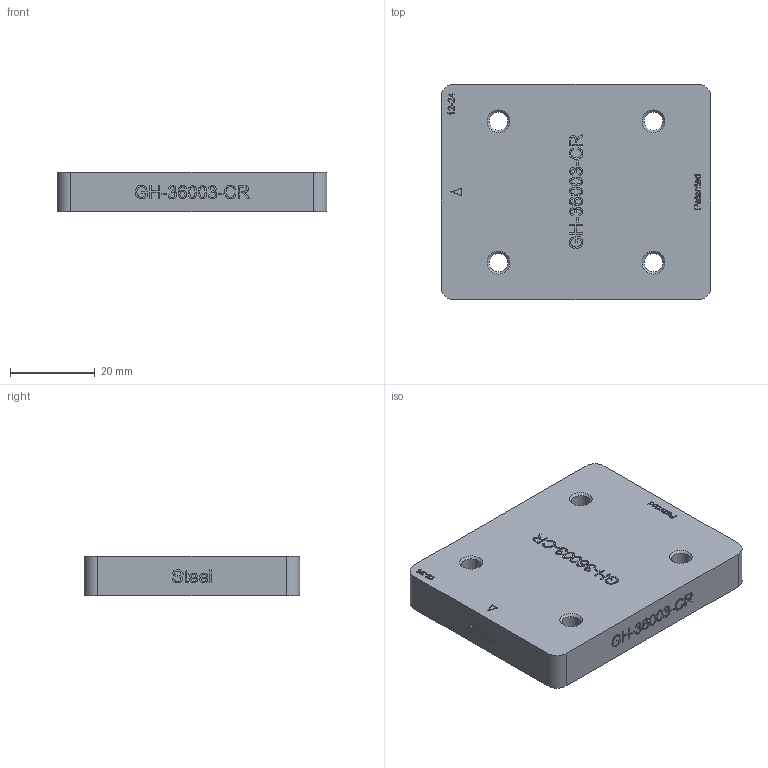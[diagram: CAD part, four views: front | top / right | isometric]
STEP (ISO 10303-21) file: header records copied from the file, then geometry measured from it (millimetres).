
FILE_DESCRIPTION(/* description */ ('.37 x 1.37 x 1.50 lg. (M6 threads)'),/* implementation_level */ '2;1');
FILE_NAME(/* name */ 'GH-36003-CR.stp',/* time_stamp */ '2023-02-08T10:20:04-05:00',/* author */ ('rwoods'),/* organization */ (''),/* preprocessor_version */ 'ST-DEVELOPER v19.2',/* originating_system */ 'Autodesk Inventor 2023',/* authorisation */ '');
FILE_SCHEMA (('AUTOMOTIVE_DESIGN { 1 0 10303 214 3 1 1 }'));
Length unit declared in the file: inch
Products named in the file (1): GH-36003-CR
Bounding box: 63.5 x 50.8 x 9.4 mm (x, y, z)
Volume: 29656.6 mm3; surface area: 8994 mm2
Topology: 1 solids, 1 shells, 802 faces, 2160 edges, 1440 vertices
Faces by surface type: bspline 426, plane 364, cylinder 8, cone 4
Full cylindrical faces by diameter (mm): 4.343 x4
Entity records: 29317 total; most frequent: CARTESIAN_POINT 11222, ORIENTED_EDGE 4320, EDGE_CURVE 2160, DIRECTION 2086, VERTEX_POINT 1440, LINE 1284, VECTOR 1284, EDGE_LOOP 890
